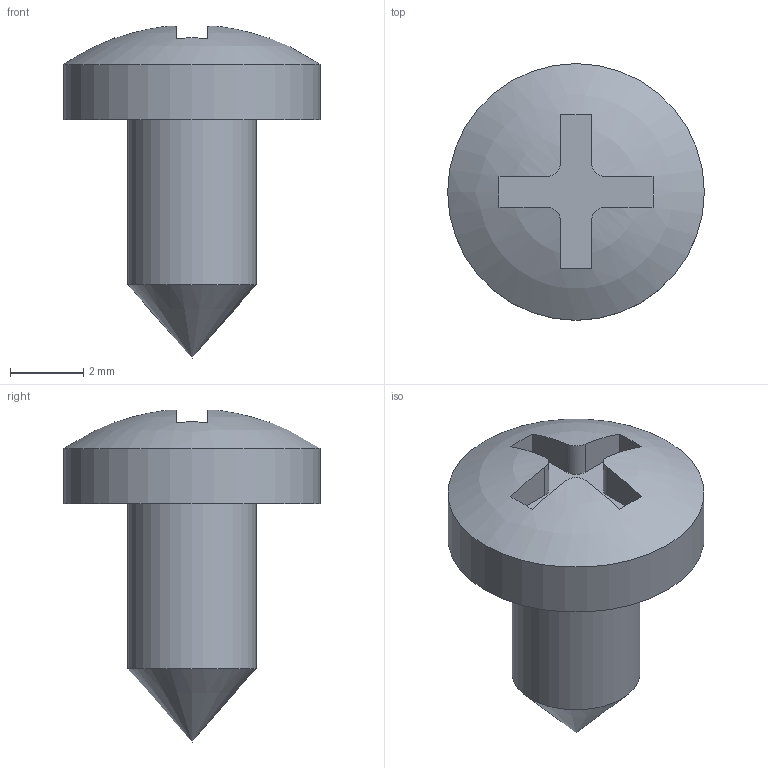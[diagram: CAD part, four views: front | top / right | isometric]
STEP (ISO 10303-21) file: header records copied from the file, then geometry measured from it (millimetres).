
FILE_DESCRIPTION(/* description */ ('Unknown'),/* implementation_level */ '2;1');
FILE_NAME(/* name */ '70995ST33',/* time_stamp */ '2024-11-18T09:41:06+01:00',/* author */ ('Unknown'),/* organization */ ('Unknown'),/* preprocessor_version */ 'ST-DEVELOPER v19.4',/* originating_system */ 'Solid Edge',/* authorisation */ 'Unknown');
FILE_SCHEMA (('AUTOMOTIVE_DESIGN {1 0 10303 214 3 1 1}'));
Length unit declared in the file: millimetre
Products named in the file (1): 70995ST33
Bounding box: 7 x 7 x 9.05 mm (x, y, z)
Volume: 123.7 mm3; surface area: 180.8 mm2
Topology: 1 solids, 1 shells, 22 faces, 59 edges, 39 vertices
Faces by surface type: plane 14, cylinder 6, sphere 1, cone 1
Full cylindrical faces by diameter (mm): 3.5 x1, 7 x1
Entity records: 834 total; most frequent: CARTESIAN_POINT 124, DIRECTION 114, ORIENTED_EDGE 104, EDGE_CURVE 52, AXIS2_PLACEMENT_3D 43, VERTEX_POINT 37, LINE 28, VECTOR 28
